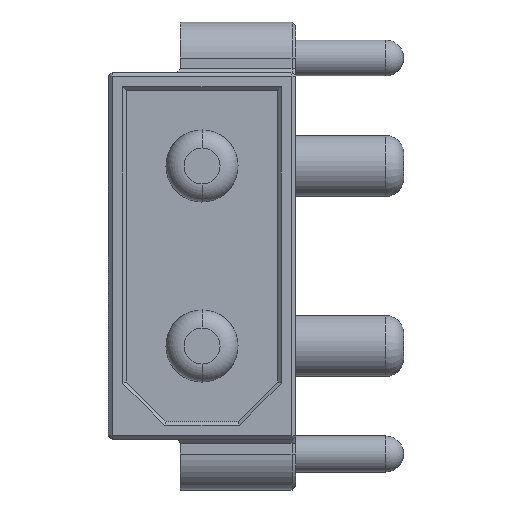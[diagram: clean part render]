
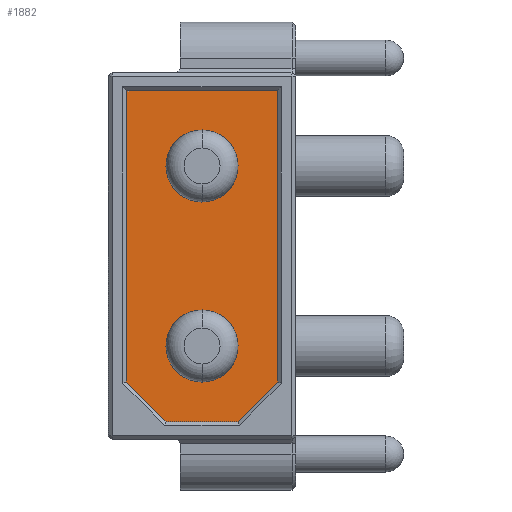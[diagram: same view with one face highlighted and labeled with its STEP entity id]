
A CAD part, left-side view. The second image highlights one B-rep face of the part: STEP entity #1882.
In plain terms, the highlighted planar face has unit normal (-1, 0, 0).
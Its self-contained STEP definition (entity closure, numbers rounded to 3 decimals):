
#3 = ORIENTED_EDGE ( 'NONE', *, *, #2171, .F. ) ;
#50 = ORIENTED_EDGE ( 'NONE', *, *, #851, .T. ) ;
#59 = LINE ( 'NONE', #2258, #1770 ) ;
#70 = CARTESIAN_POINT ( 'NONE',  ( 1.5, 2.6, -2.5 ) ) ;
#103 = FACE_BOUND ( 'NONE', #1794, .T. ) ;
#140 = VERTEX_POINT ( 'NONE', #178 ) ;
#178 = CARTESIAN_POINT ( 'NONE',  ( 1.5, 0.5, 4.6 ) ) ;
#224 = CARTESIAN_POINT ( 'NONE',  ( 1.5, 3.6, -4.6 ) ) ;
#253 = DIRECTION ( 'NONE',  ( 0., -0.707, -0.707 ) ) ;
#408 = LINE ( 'NONE', #1104, #1997 ) ;
#542 = AXIS2_PLACEMENT_3D ( 'NONE', #2389, #1386, #2878 ) ;
#585 = LINE ( 'NONE', #963, #2015 ) ;
#657 = ORIENTED_EDGE ( 'NONE', *, *, #1663, .T. ) ;
#698 = VERTEX_POINT ( 'NONE', #1076 ) ;
#733 = EDGE_CURVE ( 'NONE', #698, #1744, #2173, .T. ) ;
#742 = ORIENTED_EDGE ( 'NONE', *, *, #1484, .F. ) ;
#747 = VERTEX_POINT ( 'NONE', #1767 ) ;
#752 = EDGE_CURVE ( 'NONE', #2743, #1095, #1839, .T. ) ;
#763 = DIRECTION ( 'NONE',  ( -1., 0., 0. ) ) ;
#809 = DIRECTION ( 'NONE',  ( 0., 0., -1. ) ) ;
#851 = EDGE_CURVE ( 'NONE', #140, #2234, #408, .T. ) ;
#877 = CARTESIAN_POINT ( 'NONE',  ( 1.5, 2.6, -1.5 ) ) ;
#928 = DIRECTION ( 'NONE',  ( 0., 0., 1. ) ) ;
#941 = ORIENTED_EDGE ( 'NONE', *, *, #992, .T. ) ;
#963 = CARTESIAN_POINT ( 'NONE',  ( 1.5, 0.5, -3.5 ) ) ;
#992 = EDGE_CURVE ( 'NONE', #2521, #747, #59, .T. ) ;
#1009 = EDGE_LOOP ( 'NONE', ( #2954, #3 ) ) ;
#1026 = ORIENTED_EDGE ( 'NONE', *, *, #752, .F. ) ;
#1040 = CARTESIAN_POINT ( 'NONE',  ( 1.5, 2.6, 2.5 ) ) ;
#1052 = LINE ( 'NONE', #224, #2196 ) ;
#1076 = CARTESIAN_POINT ( 'NONE',  ( 1.5, 2.6, 3.5 ) ) ;
#1095 = VERTEX_POINT ( 'NONE', #877 ) ;
#1104 = CARTESIAN_POINT ( 'NONE',  ( 1.5, 0.5, 4.6 ) ) ;
#1240 = LINE ( 'NONE', #2750, #1726 ) ;
#1246 = CARTESIAN_POINT ( 'NONE',  ( 1.5, 1.6, -4.6 ) ) ;
#1286 = DIRECTION ( 'NONE',  ( 0., 0., 1. ) ) ;
#1288 = CARTESIAN_POINT ( 'NONE',  ( 1.5, 2.6, -2.5 ) ) ;
#1291 = FACE_BOUND ( 'NONE', #1009, .T. ) ;
#1386 = DIRECTION ( 'NONE',  ( -1., 0., 0. ) ) ;
#1452 = AXIS2_PLACEMENT_3D ( 'NONE', #1288, #2795, #1784 ) ;
#1484 = EDGE_CURVE ( 'NONE', #1095, #2743, #2772, .T. ) ;
#1663 = EDGE_CURVE ( 'NONE', #2234, #2521, #2153, .T. ) ;
#1706 = VECTOR ( 'NONE', #809, 1000. ) ;
#1726 = VECTOR ( 'NONE', #2224, 1000. ) ;
#1744 = VERTEX_POINT ( 'NONE', #2384 ) ;
#1767 = CARTESIAN_POINT ( 'NONE',  ( 1.5, 3.6, -4.6 ) ) ;
#1770 = VECTOR ( 'NONE', #253, 1000. ) ;
#1784 = DIRECTION ( 'NONE',  ( 0., 0., 1. ) ) ;
#1794 = EDGE_LOOP ( 'NONE', ( #742, #1026 ) ) ;
#1795 = ORIENTED_EDGE ( 'NONE', *, *, #2100, .T. ) ;
#1817 = DIRECTION ( 'NONE',  ( -1., 0., 0. ) ) ;
#1832 = CARTESIAN_POINT ( 'NONE',  ( 1.5, 2.6, -3.5 ) ) ;
#1839 = CIRCLE ( 'NONE', #1897, 1. ) ;
#1858 = VERTEX_POINT ( 'NONE', #2866 ) ;
#1882 = ADVANCED_FACE ( 'NONE', ( #103, #1291, #2739 ), #2666, .T. ) ;
#1897 = AXIS2_PLACEMENT_3D ( 'NONE', #70, #1817, #2287 ) ;
#1997 = VECTOR ( 'NONE', #2065, 1000. ) ;
#2015 = VECTOR ( 'NONE', #928, 1000. ) ;
#2057 = CARTESIAN_POINT ( 'NONE',  ( 1.5, 4.7, 4.6 ) ) ;
#2065 = DIRECTION ( 'NONE',  ( 0., 1., 0. ) ) ;
#2085 = EDGE_LOOP ( 'NONE', ( #657, #941, #3268, #2274, #1795, #50 ) ) ;
#2100 = EDGE_CURVE ( 'NONE', #1858, #140, #585, .T. ) ;
#2153 = LINE ( 'NONE', #2057, #1706 ) ;
#2171 = EDGE_CURVE ( 'NONE', #1744, #698, #2823, .T. ) ;
#2173 = CIRCLE ( 'NONE', #2185, 1. ) ;
#2185 = AXIS2_PLACEMENT_3D ( 'NONE', #1040, #2837, #1286 ) ;
#2196 = VECTOR ( 'NONE', #2282, 1000. ) ;
#2224 = DIRECTION ( 'NONE',  ( 0., -0.707, 0.707 ) ) ;
#2234 = VERTEX_POINT ( 'NONE', #3253 ) ;
#2235 = DIRECTION ( 'NONE',  ( 0., 0., 1. ) ) ;
#2258 = CARTESIAN_POINT ( 'NONE',  ( 1.5, 4.7, -3.5 ) ) ;
#2261 = EDGE_CURVE ( 'NONE', #747, #2478, #1052, .T. ) ;
#2274 = ORIENTED_EDGE ( 'NONE', *, *, #3125, .T. ) ;
#2282 = DIRECTION ( 'NONE',  ( 0., -1., 0. ) ) ;
#2287 = DIRECTION ( 'NONE',  ( 0., 0., 1. ) ) ;
#2384 = CARTESIAN_POINT ( 'NONE',  ( 1.5, 2.6, 1.5 ) ) ;
#2389 = CARTESIAN_POINT ( 'NONE',  ( 1.5, 0., 0. ) ) ;
#2393 = AXIS2_PLACEMENT_3D ( 'NONE', #2514, #763, #2235 ) ;
#2478 = VERTEX_POINT ( 'NONE', #1246 ) ;
#2514 = CARTESIAN_POINT ( 'NONE',  ( 1.5, 2.6, 2.5 ) ) ;
#2521 = VERTEX_POINT ( 'NONE', #2761 ) ;
#2666 = PLANE ( 'NONE',  #542 ) ;
#2739 = FACE_OUTER_BOUND ( 'NONE', #2085, .T. ) ;
#2743 = VERTEX_POINT ( 'NONE', #1832 ) ;
#2750 = CARTESIAN_POINT ( 'NONE',  ( 1.5, 1.6, -4.6 ) ) ;
#2761 = CARTESIAN_POINT ( 'NONE',  ( 1.5, 4.7, -3.5 ) ) ;
#2772 = CIRCLE ( 'NONE', #1452, 1. ) ;
#2795 = DIRECTION ( 'NONE',  ( -1., 0., 0. ) ) ;
#2823 = CIRCLE ( 'NONE', #2393, 1. ) ;
#2837 = DIRECTION ( 'NONE',  ( -1., 0., 0. ) ) ;
#2866 = CARTESIAN_POINT ( 'NONE',  ( 1.5, 0.5, -3.5 ) ) ;
#2878 = DIRECTION ( 'NONE',  ( 0., 0., 1. ) ) ;
#2954 = ORIENTED_EDGE ( 'NONE', *, *, #733, .F. ) ;
#3125 = EDGE_CURVE ( 'NONE', #2478, #1858, #1240, .T. ) ;
#3253 = CARTESIAN_POINT ( 'NONE',  ( 1.5, 4.7, 4.6 ) ) ;
#3268 = ORIENTED_EDGE ( 'NONE', *, *, #2261, .T. ) ;
